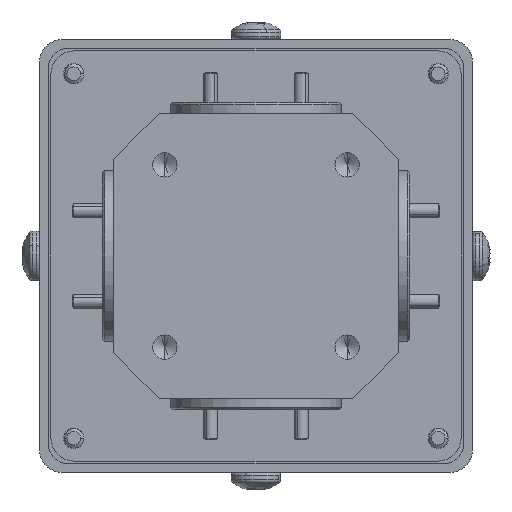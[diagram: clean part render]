
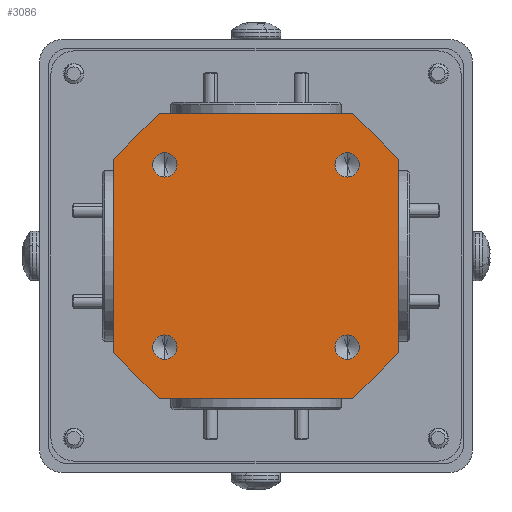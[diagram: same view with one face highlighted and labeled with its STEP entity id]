
A CAD part, front view. The second image highlights one B-rep face of the part: STEP entity #3086.
In plain terms, the highlighted planar face has unit normal (0, -1, 0).
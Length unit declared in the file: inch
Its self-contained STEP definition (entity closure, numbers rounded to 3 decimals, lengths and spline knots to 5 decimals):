
#142 = CARTESIAN_POINT ( 'NONE',  ( 0.4, 0., -0.45325 ) ) ;
#328 = EDGE_LOOP ( 'NONE', ( #24851, #19721 ) ) ;
#522 = ORIENTED_EDGE ( 'NONE', *, *, #32555, .F. ) ;
#986 = VECTOR ( 'NONE', #5346, 39.37008 ) ;
#1040 = VERTEX_POINT ( 'NONE', #26207 ) ;
#1372 = ORIENTED_EDGE ( 'NONE', *, *, #10782, .F. ) ;
#1690 = ORIENTED_EDGE ( 'NONE', *, *, #2947, .F. ) ;
#1899 = DIRECTION ( 'NONE',  ( 0., -1., 0. ) ) ;
#2098 = CARTESIAN_POINT ( 'NONE',  ( 0.4, 0., 0.4 ) ) ;
#2469 = ORIENTED_EDGE ( 'NONE', *, *, #17914, .F. ) ;
#2502 = EDGE_CURVE ( 'NONE', #17732, #3228, #20397, .T. ) ;
#2598 = CARTESIAN_POINT ( 'NONE',  ( -0.525, 0., 0.525 ) ) ;
#2632 = AXIS2_PLACEMENT_3D ( 'NONE', #2098, #25690, #12526 ) ;
#2654 = EDGE_CURVE ( 'NONE', #11029, #20152, #16913, .T. ) ;
#2824 = VECTOR ( 'NONE', #17538, 39.37008 ) ;
#2947 = EDGE_CURVE ( 'NONE', #20776, #4592, #11206, .T. ) ;
#3086 = ADVANCED_FACE ( 'NONE', ( #30718, #7245, #15801, #31710, #8433 ), #28955, .T. ) ;
#3117 = DIRECTION ( 'NONE',  ( 0., -1., 0. ) ) ;
#3228 = VERTEX_POINT ( 'NONE', #21313 ) ;
#3608 = VERTEX_POINT ( 'NONE', #15395 ) ;
#3645 = EDGE_CURVE ( 'NONE', #3876, #1040, #30034, .T. ) ;
#3654 = EDGE_LOOP ( 'NONE', ( #2469, #32158 ) ) ;
#3876 = VERTEX_POINT ( 'NONE', #142 ) ;
#4128 = ORIENTED_EDGE ( 'NONE', *, *, #13304, .F. ) ;
#4193 = EDGE_LOOP ( 'NONE', ( #522, #7694, #1690, #23238, #1372, #33581, #22310, #8612 ) ) ;
#4592 = VERTEX_POINT ( 'NONE', #7284 ) ;
#4790 = DIRECTION ( 'NONE',  ( 0., 0., -1. ) ) ;
#5063 = EDGE_CURVE ( 'NONE', #12906, #3608, #19809, .T. ) ;
#5077 = EDGE_CURVE ( 'NONE', #25735, #24086, #16500, .T. ) ;
#5346 = DIRECTION ( 'NONE',  ( -0.707, 0., -0.707 ) ) ;
#5408 = VECTOR ( 'NONE', #26595, 39.37008 ) ;
#5447 = CARTESIAN_POINT ( 'NONE',  ( -0.4, 0., -0.45325 ) ) ;
#5565 = ORIENTED_EDGE ( 'NONE', *, *, #5077, .F. ) ;
#5786 = LINE ( 'NONE', #32125, #19783 ) ;
#6181 = EDGE_CURVE ( 'NONE', #17717, #3228, #5786, .T. ) ;
#6958 = DIRECTION ( 'NONE',  ( 0., -1., 0. ) ) ;
#7245 = FACE_BOUND ( 'NONE', #28529, .T. ) ;
#7284 = CARTESIAN_POINT ( 'NONE',  ( 0.425, 0., 0.625 ) ) ;
#7322 = CARTESIAN_POINT ( 'NONE',  ( -0.525, 0., -0.525 ) ) ;
#7498 = CARTESIAN_POINT ( 'NONE',  ( 0.4, 0., -0.4 ) ) ;
#7544 = AXIS2_PLACEMENT_3D ( 'NONE', #32445, #6958, #22569 ) ;
#7694 = ORIENTED_EDGE ( 'NONE', *, *, #11488, .T. ) ;
#8433 = FACE_BOUND ( 'NONE', #3654, .T. ) ;
#8530 = CARTESIAN_POINT ( 'NONE',  ( 0.525, 0., -0.525 ) ) ;
#8612 = ORIENTED_EDGE ( 'NONE', *, *, #26068, .T. ) ;
#8766 = CARTESIAN_POINT ( 'NONE',  ( -0.625, 0., -0.425 ) ) ;
#8975 = CARTESIAN_POINT ( 'NONE',  ( 0.625, 0., 0.425 ) ) ;
#9602 = CARTESIAN_POINT ( 'NONE',  ( 0.525, 0., 0.525 ) ) ;
#9732 = CARTESIAN_POINT ( 'NONE',  ( 0.625, 0., 0.625 ) ) ;
#9769 = AXIS2_PLACEMENT_3D ( 'NONE', #26732, #26556, #29310 ) ;
#10237 = ORIENTED_EDGE ( 'NONE', *, *, #10907, .F. ) ;
#10411 = AXIS2_PLACEMENT_3D ( 'NONE', #26300, #23771, #31443 ) ;
#10782 = EDGE_CURVE ( 'NONE', #17732, #32650, #23794, .T. ) ;
#10907 = EDGE_CURVE ( 'NONE', #1040, #3876, #28476, .T. ) ;
#11006 = VECTOR ( 'NONE', #17304, 39.37008 ) ;
#11029 = VERTEX_POINT ( 'NONE', #13104 ) ;
#11206 = LINE ( 'NONE', #16187, #5408 ) ;
#11271 = DIRECTION ( 'NONE',  ( 0.707, 0., 0.707 ) ) ;
#11488 = EDGE_CURVE ( 'NONE', #17206, #4592, #28568, .T. ) ;
#11680 = CARTESIAN_POINT ( 'NONE',  ( -0.4, 0., 0.45325 ) ) ;
#12049 = CARTESIAN_POINT ( 'NONE',  ( 0.4, 0., 0.45325 ) ) ;
#12493 = VECTOR ( 'NONE', #28199, 39.37008 ) ;
#12526 = DIRECTION ( 'NONE',  ( 0., 0., -1. ) ) ;
#12906 = VERTEX_POINT ( 'NONE', #12049 ) ;
#13019 = DIRECTION ( 'NONE',  ( 0., 0., -1. ) ) ;
#13104 = CARTESIAN_POINT ( 'NONE',  ( -0.4, 0., 0.34675 ) ) ;
#13288 = DIRECTION ( 'NONE',  ( 0., 0., -1. ) ) ;
#13304 = EDGE_CURVE ( 'NONE', #24086, #25735, #24271, .T. ) ;
#13470 = VECTOR ( 'NONE', #20408, 39.37008 ) ;
#14900 = DIRECTION ( 'NONE',  ( 0., -1., 0. ) ) ;
#15126 = DIRECTION ( 'NONE',  ( 0., 0., -1. ) ) ;
#15395 = CARTESIAN_POINT ( 'NONE',  ( 0.4, 0., 0.34675 ) ) ;
#15801 = FACE_BOUND ( 'NONE', #28883, .T. ) ;
#16187 = CARTESIAN_POINT ( 'NONE',  ( -0.625, 0., 0.625 ) ) ;
#16500 = CIRCLE ( 'NONE', #23024, 0.05325 ) ;
#16601 = DIRECTION ( 'NONE',  ( -1., 0., 0. ) ) ;
#16913 = CIRCLE ( 'NONE', #7544, 0.05325 ) ;
#17206 = VERTEX_POINT ( 'NONE', #8975 ) ;
#17304 = DIRECTION ( 'NONE',  ( 0., 0., 1. ) ) ;
#17336 = DIRECTION ( 'NONE',  ( 0., 0., -1. ) ) ;
#17538 = DIRECTION ( 'NONE',  ( -0.707, 0., 0.707 ) ) ;
#17612 = AXIS2_PLACEMENT_3D ( 'NONE', #23583, #28851, #13288 ) ;
#17626 = CIRCLE ( 'NONE', #21998, 0.05325 ) ;
#17699 = CARTESIAN_POINT ( 'NONE',  ( -0.425, 0., 0.625 ) ) ;
#17717 = VERTEX_POINT ( 'NONE', #23351 ) ;
#17732 = VERTEX_POINT ( 'NONE', #8766 ) ;
#17741 = AXIS2_PLACEMENT_3D ( 'NONE', #24011, #3117, #13019 ) ;
#17914 = EDGE_CURVE ( 'NONE', #3608, #12906, #27778, .T. ) ;
#18516 = LINE ( 'NONE', #8530, #20051 ) ;
#19721 = ORIENTED_EDGE ( 'NONE', *, *, #28509, .F. ) ;
#19783 = VECTOR ( 'NONE', #16601, 39.37008 ) ;
#19809 = CIRCLE ( 'NONE', #10411, 0.05325 ) ;
#20051 = VECTOR ( 'NONE', #11271, 39.37008 ) ;
#20152 = VERTEX_POINT ( 'NONE', #11680 ) ;
#20397 = LINE ( 'NONE', #7322, #12493 ) ;
#20408 = DIRECTION ( 'NONE',  ( 0., 0., -1. ) ) ;
#20776 = VERTEX_POINT ( 'NONE', #17699 ) ;
#21313 = CARTESIAN_POINT ( 'NONE',  ( -0.425, 0., -0.625 ) ) ;
#21998 = AXIS2_PLACEMENT_3D ( 'NONE', #25481, #1899, #17336 ) ;
#22310 = ORIENTED_EDGE ( 'NONE', *, *, #6181, .F. ) ;
#22569 = DIRECTION ( 'NONE',  ( 0., 0., -1. ) ) ;
#22822 = CARTESIAN_POINT ( 'NONE',  ( -0.4, 0., -0.4 ) ) ;
#23024 = AXIS2_PLACEMENT_3D ( 'NONE', #22822, #27940, #15126 ) ;
#23238 = ORIENTED_EDGE ( 'NONE', *, *, #33287, .T. ) ;
#23351 = CARTESIAN_POINT ( 'NONE',  ( 0.425, 0., -0.625 ) ) ;
#23583 = CARTESIAN_POINT ( 'NONE',  ( 0.4, 0., -0.4 ) ) ;
#23771 = DIRECTION ( 'NONE',  ( 0., -1., 0. ) ) ;
#23794 = LINE ( 'NONE', #27211, #11006 ) ;
#23882 = ORIENTED_EDGE ( 'NONE', *, *, #3645, .F. ) ;
#23950 = CARTESIAN_POINT ( 'NONE',  ( -0.625, 0., 0.425 ) ) ;
#24011 = CARTESIAN_POINT ( 'NONE',  ( -0.4, 0., -0.4 ) ) ;
#24086 = VERTEX_POINT ( 'NONE', #25491 ) ;
#24271 = CIRCLE ( 'NONE', #17741, 0.05325 ) ;
#24851 = ORIENTED_EDGE ( 'NONE', *, *, #2654, .F. ) ;
#25466 = LINE ( 'NONE', #9732, #13470 ) ;
#25481 = CARTESIAN_POINT ( 'NONE',  ( -0.4, 0., 0.4 ) ) ;
#25491 = CARTESIAN_POINT ( 'NONE',  ( -0.4, 0., -0.34675 ) ) ;
#25690 = DIRECTION ( 'NONE',  ( 0., -1., 0. ) ) ;
#25735 = VERTEX_POINT ( 'NONE', #5447 ) ;
#26068 = EDGE_CURVE ( 'NONE', #17717, #29658, #18516, .T. ) ;
#26207 = CARTESIAN_POINT ( 'NONE',  ( 0.4, 0., -0.34675 ) ) ;
#26300 = CARTESIAN_POINT ( 'NONE',  ( 0.4, 0., 0.4 ) ) ;
#26556 = DIRECTION ( 'NONE',  ( 0., -1., 0. ) ) ;
#26595 = DIRECTION ( 'NONE',  ( 1., 0., 0. ) ) ;
#26732 = CARTESIAN_POINT ( 'NONE',  ( 0., 0., 0. ) ) ;
#27211 = CARTESIAN_POINT ( 'NONE',  ( -0.625, 0., 0.625 ) ) ;
#27778 = CIRCLE ( 'NONE', #2632, 0.05325 ) ;
#27940 = DIRECTION ( 'NONE',  ( 0., -1., 0. ) ) ;
#28199 = DIRECTION ( 'NONE',  ( 0.707, 0., -0.707 ) ) ;
#28423 = LINE ( 'NONE', #2598, #986 ) ;
#28476 = CIRCLE ( 'NONE', #17612, 0.05325 ) ;
#28509 = EDGE_CURVE ( 'NONE', #20152, #11029, #17626, .T. ) ;
#28529 = EDGE_LOOP ( 'NONE', ( #23882, #10237 ) ) ;
#28568 = LINE ( 'NONE', #9602, #2824 ) ;
#28851 = DIRECTION ( 'NONE',  ( 0., -1., 0. ) ) ;
#28883 = EDGE_LOOP ( 'NONE', ( #5565, #4128 ) ) ;
#28908 = AXIS2_PLACEMENT_3D ( 'NONE', #7498, #14900, #4790 ) ;
#28955 = PLANE ( 'NONE',  #9769 ) ;
#29310 = DIRECTION ( 'NONE',  ( 0., 0., -1. ) ) ;
#29658 = VERTEX_POINT ( 'NONE', #31351 ) ;
#30034 = CIRCLE ( 'NONE', #28908, 0.05325 ) ;
#30718 = FACE_OUTER_BOUND ( 'NONE', #4193, .T. ) ;
#31351 = CARTESIAN_POINT ( 'NONE',  ( 0.625, 0., -0.425 ) ) ;
#31443 = DIRECTION ( 'NONE',  ( 0., 0., -1. ) ) ;
#31710 = FACE_BOUND ( 'NONE', #328, .T. ) ;
#32125 = CARTESIAN_POINT ( 'NONE',  ( -0.625, 0., -0.625 ) ) ;
#32158 = ORIENTED_EDGE ( 'NONE', *, *, #5063, .F. ) ;
#32445 = CARTESIAN_POINT ( 'NONE',  ( -0.4, 0., 0.4 ) ) ;
#32555 = EDGE_CURVE ( 'NONE', #17206, #29658, #25466, .T. ) ;
#32650 = VERTEX_POINT ( 'NONE', #23950 ) ;
#33287 = EDGE_CURVE ( 'NONE', #20776, #32650, #28423, .T. ) ;
#33581 = ORIENTED_EDGE ( 'NONE', *, *, #2502, .T. ) ;
